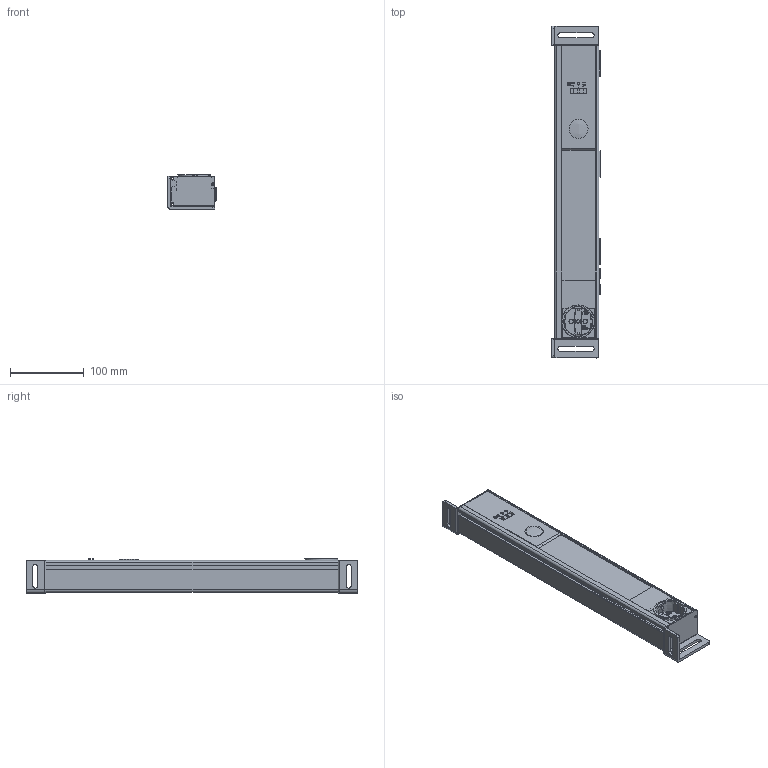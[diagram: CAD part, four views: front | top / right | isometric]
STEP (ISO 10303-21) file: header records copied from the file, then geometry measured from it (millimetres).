
FILE_DESCRIPTION(/* description */ (''),/* implementation_level */ '2;1');
FILE_NAME(/* name */ '110958_LED-A-450-ST-E-850LM.stp',/* time_stamp */ '2023-02-11T20:52:28+01:00',/* author */ ('cad'),/* organization */ (''),/* preprocessor_version */ 'ST-DEVELOPER v15.6',/* originating_system */ 'Autodesk Inventor 2015',/* authorisation */ '');
FILE_SCHEMA (('AUTOMOTIVE_DESIGN { 1 0 10303 214 3 1 1 }'));
Products named in the file (1): 110958_LED-A-450-ST-E-850LM_Shrinkwrap_1
Bounding box: 66 x 450 x 46.7 mm (x, y, z)
Surface area: 199083.3 mm2 (no closed solid volume)
Topology: 0 solids, 84 shells, 2044 faces, 6682 edges, 4691 vertices
Faces by surface type: plane 1557, cylinder 365, bspline 60, cone 46, sphere 14, torus 2
Full cylindrical faces by diameter (mm): 2.797 x1, 2.8 x2, 5.5 x1
Entity records: 76236 total; most frequent: CARTESIAN_POINT 17363, ORIENTED_EDGE 11768, DIRECTION 11267, EDGE_CURVE 6661, LINE 5445, VECTOR 5445, VERTEX_POINT 4691, AXIS2_PLACEMENT_3D 2911
